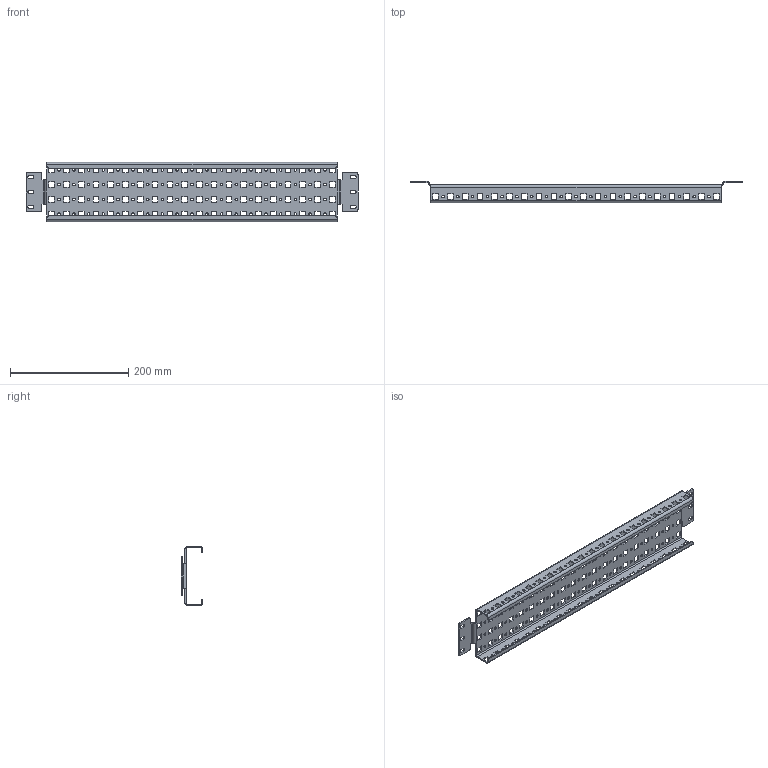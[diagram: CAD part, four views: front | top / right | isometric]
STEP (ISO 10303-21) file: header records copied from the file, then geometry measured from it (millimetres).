
FILE_DESCRIPTION (( 'STEP AP214' ), '1' );
FILE_NAME ('974.060.STEP', '2024-08-23T05:37:47', ( '' ), ( '' ), 'SwSTEP 2.0', 'SolidWorks 2021', '' );
FILE_SCHEMA (( 'AUTOMOTIVE_DESIGN' ));
Length unit declared in the file: millimetre
Products named in the file (1): 974.060
Bounding box: 561.8 x 36 x 100 mm (x, y, z)
Volume: 147089.3 mm3; surface area: 162844.6 mm2
Topology: 1 solids, 1 shells, 822 faces, 2404 edges, 1584 vertices
Faces by surface type: plane 554, cylinder 268
Entity records: 28110 total; most frequent: CARTESIAN_POINT 4811, ORIENTED_EDGE 4808, DIRECTION 4586, EDGE_CURVE 2404, LINE 1868, VECTOR 1868, VERTEX_POINT 1584, AXIS2_PLACEMENT_3D 1359
